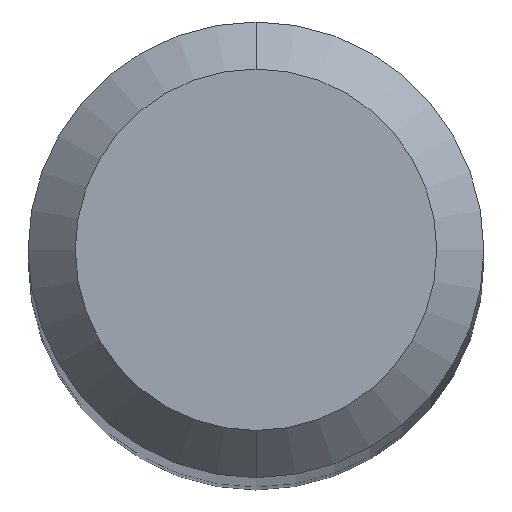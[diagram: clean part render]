
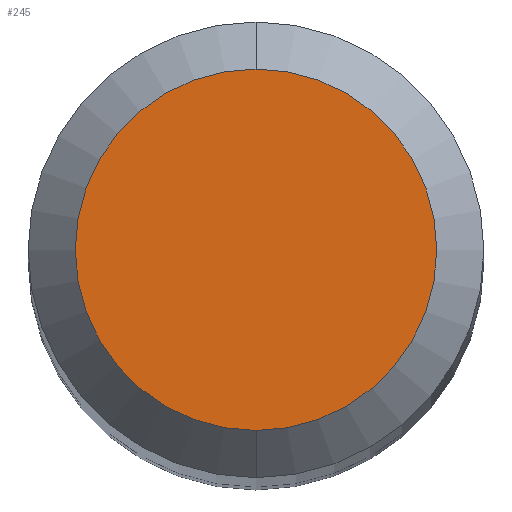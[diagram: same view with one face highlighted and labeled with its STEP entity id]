
A CAD part, top view. The second image highlights one B-rep face of the part: STEP entity #245.
In plain terms, the highlighted planar face has unit normal (0, 0, 1).
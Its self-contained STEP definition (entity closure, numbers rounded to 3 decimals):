
#7 = DIRECTION ( 'NONE',  ( 0., 1., 0. ) ) ;
#12 = AXIS2_PLACEMENT_3D ( 'NONE', #240, #319, #233 ) ;
#91 = DIRECTION ( 'NONE',  ( 0., 1., 0. ) ) ;
#92 = CARTESIAN_POINT ( 'NONE',  ( 0., 0., 46. ) ) ;
#94 = CARTESIAN_POINT ( 'NONE',  ( 0., -1.15, 46. ) ) ;
#112 = FACE_OUTER_BOUND ( 'NONE', #152, .T. ) ;
#116 = ORIENTED_EDGE ( 'NONE', *, *, #305, .F. ) ;
#120 = CARTESIAN_POINT ( 'NONE',  ( 0., 0., 46. ) ) ;
#131 = CIRCLE ( 'NONE', #298, 1.15 ) ;
#152 = EDGE_LOOP ( 'NONE', ( #116, #194 ) ) ;
#188 = VERTEX_POINT ( 'NONE', #223 ) ;
#190 = DIRECTION ( 'NONE',  ( 0., 0., -1. ) ) ;
#194 = ORIENTED_EDGE ( 'NONE', *, *, #230, .F. ) ;
#204 = PLANE ( 'NONE',  #246 ) ;
#223 = CARTESIAN_POINT ( 'NONE',  ( 0., 1.15, 46. ) ) ;
#230 = EDGE_CURVE ( 'NONE', #287, #188, #252, .T. ) ;
#233 = DIRECTION ( 'NONE',  ( 0., 1., 0. ) ) ;
#234 = DIRECTION ( 'NONE',  ( 0., 0., -1. ) ) ;
#240 = CARTESIAN_POINT ( 'NONE',  ( 0., 0., 46. ) ) ;
#245 = ADVANCED_FACE ( 'NONE', ( #112 ), #204, .F. ) ;
#246 = AXIS2_PLACEMENT_3D ( 'NONE', #120, #234, #7 ) ;
#252 = CIRCLE ( 'NONE', #12, 1.15 ) ;
#287 = VERTEX_POINT ( 'NONE', #94 ) ;
#298 = AXIS2_PLACEMENT_3D ( 'NONE', #92, #190, #91 ) ;
#305 = EDGE_CURVE ( 'NONE', #188, #287, #131, .T. ) ;
#319 = DIRECTION ( 'NONE',  ( 0., 0., -1. ) ) ;
